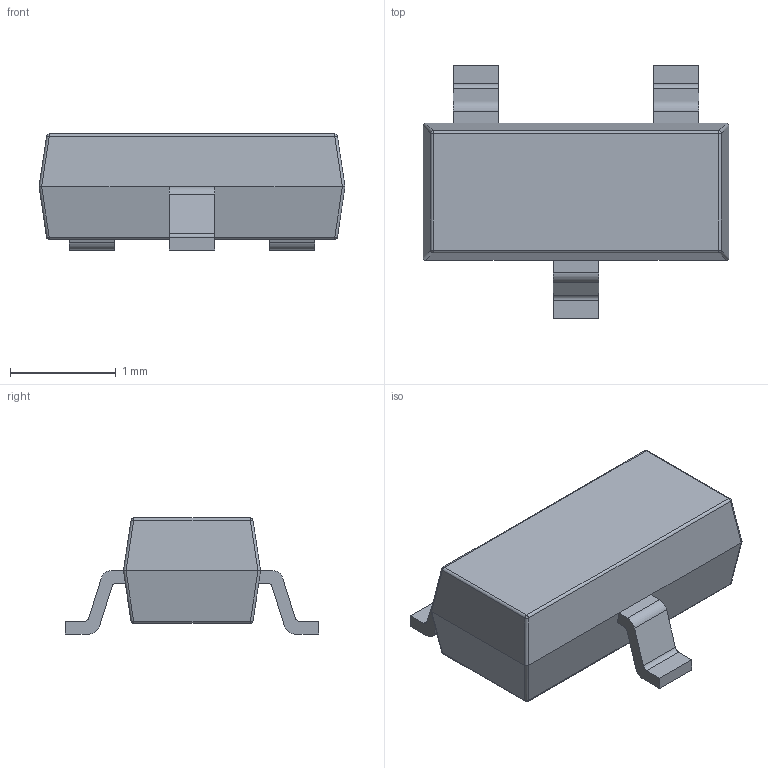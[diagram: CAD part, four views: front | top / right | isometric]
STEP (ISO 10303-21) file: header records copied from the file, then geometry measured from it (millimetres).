
FILE_DESCRIPTION (( 'STEP AP214' ), '1' );
FILE_NAME ('User Library-SOT23-9.STEP', '2019-01-01T16:33:49', ( '' ), ( '' ), 'SwSTEP 2.0', 'SolidWorks 2018', '' );
FILE_SCHEMA (( 'AUTOMOTIVE_DESIGN' ));
Length unit declared in the file: millimetre
Products named in the file (3): User Library-SOT23-9_SOT23_BODY; User Library-SOT23-9; User Library-SOT23-9_SOT23_LEG
Assembly tree (4 placements, depth 2):
  User Library-SOT23-9
    User Library-SOT23-9_SOT23_BODY
    User Library-SOT23-9_SOT23_LEG  x3
Bounding box: 2.9 x 2.4 x 1.1 mm (x, y, z)
Volume: 3.6 mm3; surface area: 18.5 mm2
Topology: 4 solids, 4 shells, 91 faces, 211 edges, 128 vertices
Faces by surface type: plane 55, cylinder 28, bspline 8
Entity records: 2588 total; most frequent: CARTESIAN_POINT 421, DIRECTION 291, ORIENTED_EDGE 278, EDGE_CURVE 139, LINE 103, VECTOR 103, AXIS2_PLACEMENT_3D 94, VERTEX_POINT 80
